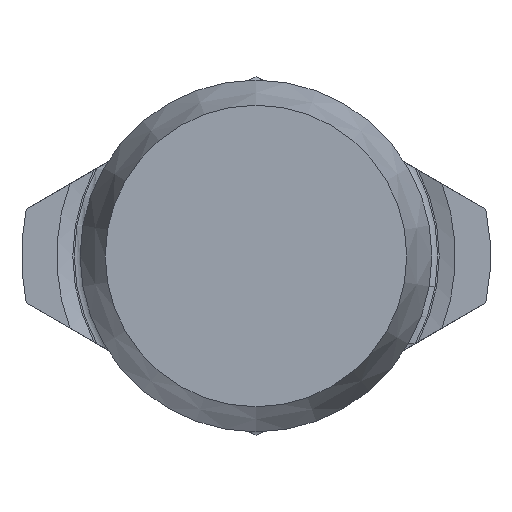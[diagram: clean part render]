
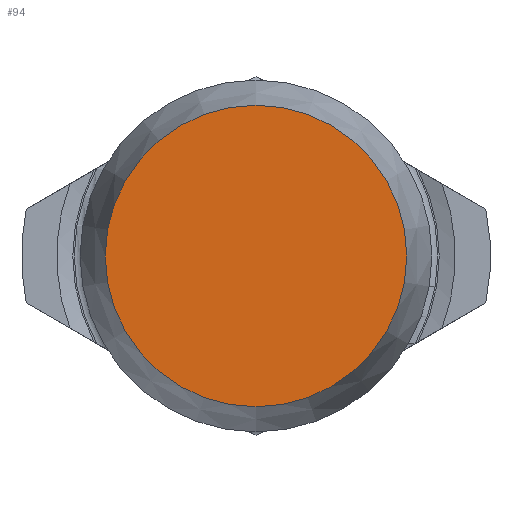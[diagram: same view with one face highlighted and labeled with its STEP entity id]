
A CAD part, front view. The second image highlights one B-rep face of the part: STEP entity #94.
In plain terms, the highlighted planar face has unit normal (0, -1, 0).
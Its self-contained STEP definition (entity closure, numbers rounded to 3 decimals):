
#94 = ADVANCED_FACE( '', ( #188 ), #189, .F. );
#188 = FACE_OUTER_BOUND( '', #273, .T. );
#189 = PLANE( '', #274 );
#273 = EDGE_LOOP( '', ( #476 ) );
#274 = AXIS2_PLACEMENT_3D( '', #477, #478, #479 );
#476 = ORIENTED_EDGE( '', *, *, #536, .T. );
#477 = CARTESIAN_POINT( '', ( 2.571, -9., 0. ) );
#478 = DIRECTION( '', ( 0., 1., 0. ) );
#479 = DIRECTION( '', ( 0., 0., 1. ) );
#536 = EDGE_CURVE( '', #648, #648, #649, .T. );
#648 = VERTEX_POINT( '', #854 );
#649 = CIRCLE( '', #855, 2.571 );
#854 = CARTESIAN_POINT( '', ( 0., -9., -2.571 ) );
#855 = AXIS2_PLACEMENT_3D( '', #1026, #1027, #1028 );
#1026 = CARTESIAN_POINT( '', ( 0., -9., 0. ) );
#1027 = DIRECTION( '', ( 0., -1., 0. ) );
#1028 = DIRECTION( '', ( 0., 0., -1. ) );
